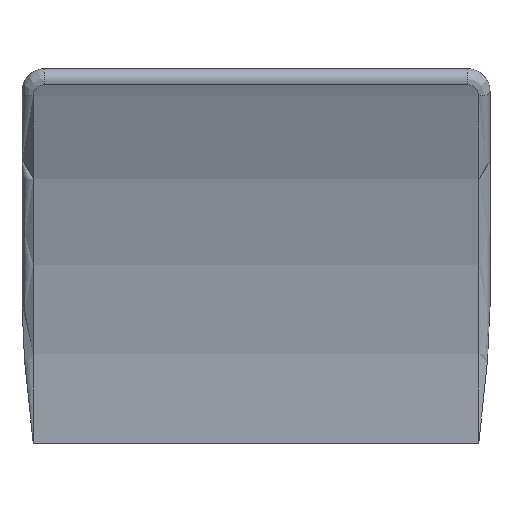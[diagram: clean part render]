
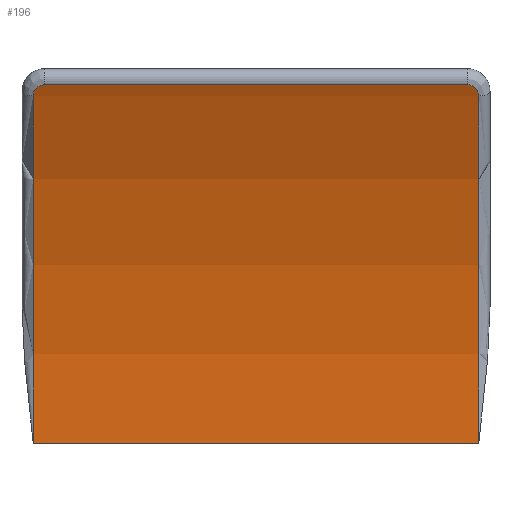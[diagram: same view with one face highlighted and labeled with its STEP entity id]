
A CAD part, top view. The second image highlights one B-rep face of the part: STEP entity #196.
In plain terms, the highlighted cylindrical face has radius 220.333 mm (diameter 440.667 mm), a partial arc.
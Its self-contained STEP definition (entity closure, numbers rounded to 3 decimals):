
#24=LINE('',#369,#34);
#32=LINE('',#451,#42);
#34=VECTOR('',#252,10.);
#42=VECTOR('',#284,10.);
#46=CYLINDRICAL_SURFACE('',#231,220.333);
#60=FACE_OUTER_BOUND('',#72,.T.);
#72=EDGE_LOOP('',(#177,#178,#179,#180,#181,#182));
#73=CIRCLE('',#213,220.333);
#80=CIRCLE('',#222,220.333);
#85=B_SPLINE_CURVE_WITH_KNOTS('',3,(#357,#358,#359,#360,#361,#362,#363),
 .UNSPECIFIED.,.F.,.F.,(4,1,1,1,4),(0.,0.142,0.284,
0.426,0.496),.UNSPECIFIED.);
#87=B_SPLINE_CURVE_WITH_KNOTS('',3,(#415,#416,#417,#418,#419,#420),
 .UNSPECIFIED.,.F.,.F.,(4,1,1,4),(0.,0.142,0.284,
0.496),.UNSPECIFIED.);
#90=VERTEX_POINT('',#293);
#91=VERTEX_POINT('',#300);
#93=VERTEX_POINT('',#347);
#95=VERTEX_POINT('',#365);
#97=VERTEX_POINT('',#406);
#99=VERTEX_POINT('',#422);
#106=EDGE_CURVE('',#90,#91,#73,.T.);
#111=EDGE_CURVE('',#91,#93,#85,.T.);
#114=EDGE_CURVE('',#93,#95,#24,.T.);
#117=EDGE_CURVE('',#95,#97,#87,.T.);
#120=EDGE_CURVE('',#97,#99,#80,.T.);
#130=EDGE_CURVE('',#90,#99,#32,.T.);
#177=ORIENTED_EDGE('',*,*,#106,.F.);
#178=ORIENTED_EDGE('',*,*,#130,.T.);
#179=ORIENTED_EDGE('',*,*,#120,.F.);
#180=ORIENTED_EDGE('',*,*,#117,.F.);
#181=ORIENTED_EDGE('',*,*,#114,.F.);
#182=ORIENTED_EDGE('',*,*,#111,.F.);
#196=ADVANCED_FACE('',(#60),#46,.F.);
#213=AXIS2_PLACEMENT_3D('',#301,#239,#240);
#222=AXIS2_PLACEMENT_3D('',#431,#259,#260);
#231=AXIS2_PLACEMENT_3D('',#452,#285,#286);
#239=DIRECTION('center_axis',(1.,0.,0.));
#240=DIRECTION('ref_axis',(0.,0.219,-0.976));
#252=DIRECTION('',(1.,0.,0.));
#259=DIRECTION('center_axis',(-1.,0.,0.));
#260=DIRECTION('ref_axis',(0.,0.219,-0.976));
#284=DIRECTION('',(1.,0.,0.));
#285=DIRECTION('center_axis',(1.,0.,0.));
#286=DIRECTION('ref_axis',(0.,0.,-1.));
#293=CARTESIAN_POINT('',(3.,0.,0.));
#300=CARTESIAN_POINT('',(3.,92.737,20.467));
#301=CARTESIAN_POINT('Origin',(3.,0.,220.333));
#347=CARTESIAN_POINT('',(6.,95.697,21.867));
#357=CARTESIAN_POINT('Ctrl Pts',(3.,92.737,20.467));
#358=CARTESIAN_POINT('Ctrl Pts',(3.,93.16,20.663));
#359=CARTESIAN_POINT('Ctrl Pts',(3.185,94.005,21.059));
#360=CARTESIAN_POINT('Ctrl Pts',(3.997,95.077,21.568));
#361=CARTESIAN_POINT('Ctrl Pts',(5.053,95.615,21.827));
#362=CARTESIAN_POINT('Ctrl Pts',(5.764,95.697,21.867));
#363=CARTESIAN_POINT('Ctrl Pts',(6.,95.697,21.867));
#365=CARTESIAN_POINT('',(119.,95.697,21.867));
#369=CARTESIAN_POINT('',(0.,95.697,21.867));
#406=CARTESIAN_POINT('',(122.,92.737,20.467));
#415=CARTESIAN_POINT('Ctrl Pts',(119.,95.697,21.867));
#416=CARTESIAN_POINT('Ctrl Pts',(119.473,95.697,21.867));
#417=CARTESIAN_POINT('Ctrl Pts',(120.415,95.468,21.756));
#418=CARTESIAN_POINT('Ctrl Pts',(121.65,94.429,21.259));
#419=CARTESIAN_POINT('Ctrl Pts',(122.,93.372,20.761));
#420=CARTESIAN_POINT('Ctrl Pts',(122.,92.737,20.467));
#422=CARTESIAN_POINT('',(122.,0.,0.));
#431=CARTESIAN_POINT('Origin',(122.,0.,220.333));
#451=CARTESIAN_POINT('',(0.,0.,0.));
#452=CARTESIAN_POINT('Origin',(0.,0.,220.333));
